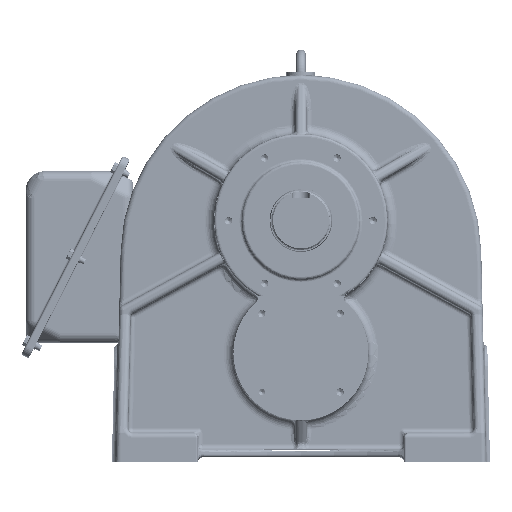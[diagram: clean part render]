
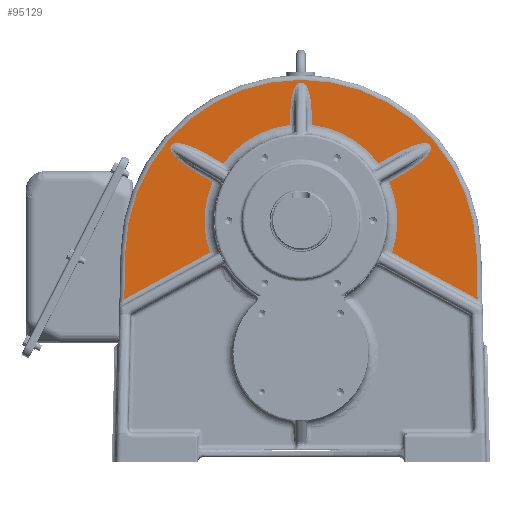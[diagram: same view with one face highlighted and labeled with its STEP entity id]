
A CAD part, top view. The second image highlights one B-rep face of the part: STEP entity #95129.
In plain terms, the highlighted planar face has unit normal (0, 0, 1).
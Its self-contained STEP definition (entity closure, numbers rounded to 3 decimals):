
#1693=ELLIPSE('',#101171,35.38,10.);
#1694=ELLIPSE('',#101173,29.138,10.);
#1695=ELLIPSE('',#101174,29.138,10.);
#1696=ELLIPSE('',#101176,35.38,10.);
#1697=ELLIPSE('',#101177,35.38,10.);
#1698=ELLIPSE('',#101181,35.38,10.);
#7189=CIRCLE('',#101172,100.);
#7190=CIRCLE('',#101175,100.);
#7191=CIRCLE('',#101178,100.);
#7192=CIRCLE('',#101179,182.);
#7193=CIRCLE('',#101180,100.);
#12546=ORIENTED_EDGE('',*,*,#42224,.T.);
#12547=ORIENTED_EDGE('',*,*,#42225,.T.);
#12548=ORIENTED_EDGE('',*,*,#42226,.T.);
#12549=ORIENTED_EDGE('',*,*,#42227,.T.);
#12550=ORIENTED_EDGE('',*,*,#42228,.T.);
#12551=ORIENTED_EDGE('',*,*,#42229,.T.);
#12552=ORIENTED_EDGE('',*,*,#42230,.T.);
#12553=ORIENTED_EDGE('',*,*,#42231,.T.);
#12554=ORIENTED_EDGE('',*,*,#42232,.T.);
#12555=ORIENTED_EDGE('',*,*,#42233,.T.);
#12556=ORIENTED_EDGE('',*,*,#42234,.T.);
#12557=ORIENTED_EDGE('',*,*,#42235,.T.);
#12558=ORIENTED_EDGE('',*,*,#42236,.T.);
#12559=ORIENTED_EDGE('',*,*,#42237,.T.);
#12560=ORIENTED_EDGE('',*,*,#42238,.T.);
#12561=ORIENTED_EDGE('',*,*,#42239,.T.);
#12562=ORIENTED_EDGE('',*,*,#42240,.T.);
#12563=ORIENTED_EDGE('',*,*,#42241,.T.);
#12564=ORIENTED_EDGE('',*,*,#42242,.T.);
#12565=ORIENTED_EDGE('',*,*,#42243,.T.);
#12566=ORIENTED_EDGE('',*,*,#42244,.T.);
#12567=ORIENTED_EDGE('',*,*,#42245,.T.);
#12568=ORIENTED_EDGE('',*,*,#42246,.T.);
#12569=ORIENTED_EDGE('',*,*,#42247,.T.);
#42224=EDGE_CURVE('',#57073,#57074,#66369,.F.);
#42225=EDGE_CURVE('',#57074,#57075,#1693,.T.);
#42226=EDGE_CURVE('',#57075,#57076,#66370,.F.);
#42227=EDGE_CURVE('',#57076,#57077,#7189,.T.);
#42228=EDGE_CURVE('',#57077,#57078,#66371,.F.);
#42229=EDGE_CURVE('',#57078,#57079,#1694,.T.);
#42230=EDGE_CURVE('',#57079,#57080,#66372,.F.);
#42231=EDGE_CURVE('',#57080,#57081,#1695,.T.);
#42232=EDGE_CURVE('',#57081,#57082,#66373,.T.);
#42233=EDGE_CURVE('',#57082,#57083,#7190,.T.);
#42234=EDGE_CURVE('',#57083,#57084,#66374,.F.);
#42235=EDGE_CURVE('',#57084,#57085,#1696,.T.);
#42236=EDGE_CURVE('',#57085,#57086,#66375,.F.);
#42237=EDGE_CURVE('',#57086,#57087,#1697,.T.);
#42238=EDGE_CURVE('',#57087,#57088,#66376,.T.);
#42239=EDGE_CURVE('',#57088,#57089,#7191,.T.);
#42240=EDGE_CURVE('',#57089,#57090,#66377,.F.);
#42241=EDGE_CURVE('',#57090,#57091,#66378,.F.);
#42242=EDGE_CURVE('',#57091,#57092,#7192,.F.);
#42243=EDGE_CURVE('',#57092,#57093,#66379,.F.);
#42244=EDGE_CURVE('',#57093,#57094,#66380,.T.);
#42245=EDGE_CURVE('',#57094,#57095,#7193,.T.);
#42246=EDGE_CURVE('',#57095,#57096,#66381,.T.);
#42247=EDGE_CURVE('',#57096,#57073,#1698,.T.);
#57073=VERTEX_POINT('',#140649);
#57074=VERTEX_POINT('',#140650);
#57075=VERTEX_POINT('',#140652);
#57076=VERTEX_POINT('',#140654);
#57077=VERTEX_POINT('',#140656);
#57078=VERTEX_POINT('',#140658);
#57079=VERTEX_POINT('',#140660);
#57080=VERTEX_POINT('',#140662);
#57081=VERTEX_POINT('',#140664);
#57082=VERTEX_POINT('',#140666);
#57083=VERTEX_POINT('',#140668);
#57084=VERTEX_POINT('',#140670);
#57085=VERTEX_POINT('',#140672);
#57086=VERTEX_POINT('',#140674);
#57087=VERTEX_POINT('',#140676);
#57088=VERTEX_POINT('',#140678);
#57089=VERTEX_POINT('',#140680);
#57090=VERTEX_POINT('',#140682);
#57091=VERTEX_POINT('',#140684);
#57092=VERTEX_POINT('',#140686);
#57093=VERTEX_POINT('',#140688);
#57094=VERTEX_POINT('',#140690);
#57095=VERTEX_POINT('',#140692);
#57096=VERTEX_POINT('',#140694);
#66369=LINE('',#140648,#73220);
#66370=LINE('',#140653,#73221);
#66371=LINE('',#140657,#73222);
#66372=LINE('',#140661,#73223);
#66373=LINE('',#140665,#73224);
#66374=LINE('',#140669,#73225);
#66375=LINE('',#140673,#73226);
#66376=LINE('',#140677,#73227);
#66377=LINE('',#140681,#73228);
#66378=LINE('',#140683,#73229);
#66379=LINE('',#140687,#73230);
#66380=LINE('',#140689,#73231);
#66381=LINE('',#140693,#73232);
#73220=VECTOR('',#112064,1000.);
#73221=VECTOR('',#112067,1000.);
#73222=VECTOR('',#112070,1000.);
#73223=VECTOR('',#112073,1000.);
#73224=VECTOR('',#112076,1000.);
#73225=VECTOR('',#112079,1000.);
#73226=VECTOR('',#112082,1000.);
#73227=VECTOR('',#112085,1000.);
#73228=VECTOR('',#112088,1000.);
#73229=VECTOR('',#112089,1000.);
#73230=VECTOR('',#112092,1000.);
#73231=VECTOR('',#112093,1000.);
#73232=VECTOR('',#112096,1000.);
#80028=EDGE_LOOP('',(#12546,#12547,#12548,#12549,#12550,#12551,#12552,#12553,
#12554,#12555,#12556,#12557,#12558,#12559,#12560,#12561,#12562,#12563,#12564,
#12565,#12566,#12567,#12568,#12569));
#86718=FACE_BOUND('',#80028,.T.);
#93344=PLANE('',#101170);
#95129=ADVANCED_FACE('',(#86718),#93344,.F.);
#101170=AXIS2_PLACEMENT_3D('',#140647,#112062,#112063);
#101171=AXIS2_PLACEMENT_3D('',#140651,#112065,#112066);
#101172=AXIS2_PLACEMENT_3D('',#140655,#112068,#112069);
#101173=AXIS2_PLACEMENT_3D('',#140659,#112071,#112072);
#101174=AXIS2_PLACEMENT_3D('',#140663,#112074,#112075);
#101175=AXIS2_PLACEMENT_3D('',#140667,#112077,#112078);
#101176=AXIS2_PLACEMENT_3D('',#140671,#112080,#112081);
#101177=AXIS2_PLACEMENT_3D('',#140675,#112083,#112084);
#101178=AXIS2_PLACEMENT_3D('',#140679,#112086,#112087);
#101179=AXIS2_PLACEMENT_3D('',#140685,#112090,#112091);
#101180=AXIS2_PLACEMENT_3D('',#140691,#112094,#112095);
#101181=AXIS2_PLACEMENT_3D('',#140695,#112097,#112098);
#112062=DIRECTION('',(0.,0.,-1.));
#112063=DIRECTION('',(-1.,0.,0.));
#112064=DIRECTION('',(-0.5,-0.866,0.));
#112065=DIRECTION('',(0.,0.,-1.));
#112066=DIRECTION('',(0.866,-0.5,0.));
#112067=DIRECTION('',(-0.866,0.5,0.));
#112068=DIRECTION('',(0.,0.,-1.));
#112069=DIRECTION('',(-1.,0.,0.));
#112070=DIRECTION('',(0.,-1.,0.));
#112071=DIRECTION('',(0.,0.,-1.));
#112072=DIRECTION('',(0.,1.,0.));
#112073=DIRECTION('',(-1.,0.,0.));
#112074=DIRECTION('',(0.,0.,-1.));
#112075=DIRECTION('',(0.,-1.,0.));
#112076=DIRECTION('',(0.,-1.,0.));
#112077=DIRECTION('',(0.,0.,-1.));
#112078=DIRECTION('',(-1.,0.,0.));
#112079=DIRECTION('',(-0.866,-0.5,0.));
#112080=DIRECTION('',(0.,0.,-1.));
#112081=DIRECTION('',(0.866,0.5,0.));
#112082=DIRECTION('',(-0.5,0.866,0.));
#112083=DIRECTION('',(0.,0.,-1.));
#112084=DIRECTION('',(-0.866,-0.5,0.));
#112085=DIRECTION('',(-0.866,-0.5,0.));
#112086=DIRECTION('',(0.,0.,-1.));
#112087=DIRECTION('',(-1.,0.,0.));
#112088=DIRECTION('',(-0.877,0.48,0.));
#112089=DIRECTION('',(0.023,-1.,0.));
#112090=DIRECTION('',(0.,0.,-1.));
#112091=DIRECTION('',(-1.,0.,0.));
#112092=DIRECTION('',(0.023,1.,0.));
#112093=DIRECTION('',(0.877,0.48,0.));
#112094=DIRECTION('',(0.,0.,-1.));
#112095=DIRECTION('',(-1.,0.,0.));
#112096=DIRECTION('',(-0.866,0.5,0.));
#112097=DIRECTION('',(0.,0.,-1.));
#112098=DIRECTION('',(-0.866,0.5,0.));
#140647=CARTESIAN_POINT('',(0.,214.,100.));
#140648=CARTESIAN_POINT('',(-131.409,332.797,100.));
#140649=CARTESIAN_POINT('',(-134.909,326.735,100.));
#140650=CARTESIAN_POINT('',(-133.909,328.467,100.));
#140651=CARTESIAN_POINT('',(-103.269,310.777,100.));
#140652=CARTESIAN_POINT('',(-98.269,319.437,100.));
#140653=CARTESIAN_POINT('',(-80.947,309.436,100.));
#140654=CARTESIAN_POINT('',(-80.577,309.223,100.));
#140655=CARTESIAN_POINT('',(0.,250.,100.));
#140656=CARTESIAN_POINT('',(-11.,349.393,100.));
#140657=CARTESIAN_POINT('',(-11.,392.,100.));
#140658=CARTESIAN_POINT('',(-11.,363.747,100.));
#140659=CARTESIAN_POINT('',(-1.,363.747,100.));
#140660=CARTESIAN_POINT('',(-1.,392.885,100.));
#140661=CARTESIAN_POINT('',(6.,392.885,100.));
#140662=CARTESIAN_POINT('',(1.,392.885,100.));
#140663=CARTESIAN_POINT('',(1.,363.747,100.));
#140664=CARTESIAN_POINT('',(11.,363.747,100.));
#140665=CARTESIAN_POINT('',(11.,214.,100.));
#140666=CARTESIAN_POINT('',(11.,349.393,100.));
#140667=CARTESIAN_POINT('',(0.,250.,100.));
#140668=CARTESIAN_POINT('',(80.577,309.223,100.));
#140669=CARTESIAN_POINT('',(128.285,336.767,100.));
#140670=CARTESIAN_POINT('',(98.269,319.437,100.));
#140671=CARTESIAN_POINT('',(103.269,310.777,100.));
#140672=CARTESIAN_POINT('',(133.909,328.467,100.));
#140673=CARTESIAN_POINT('',(137.409,322.405,100.));
#140674=CARTESIAN_POINT('',(134.909,326.735,100.));
#140675=CARTESIAN_POINT('',(104.269,309.045,100.));
#140676=CARTESIAN_POINT('',(109.269,300.385,100.));
#140677=CARTESIAN_POINT('',(-10.088,231.474,100.));
#140678=CARTESIAN_POINT('',(91.577,290.17,100.));
#140679=CARTESIAN_POINT('',(0.,250.,100.));
#140680=CARTESIAN_POINT('',(94.414,217.046,100.));
#140681=CARTESIAN_POINT('',(190.698,164.387,100.));
#140682=CARTESIAN_POINT('',(183.1,168.542,100.));
#140683=CARTESIAN_POINT('',(181.951,218.209,100.));
#140684=CARTESIAN_POINT('',(181.951,218.209,100.));
#140685=CARTESIAN_POINT('',(0.,214.,100.));
#140686=CARTESIAN_POINT('',(-181.951,218.209,100.));
#140687=CARTESIAN_POINT('',(-183.3,159.884,100.));
#140688=CARTESIAN_POINT('',(-183.1,168.542,100.));
#140689=CARTESIAN_POINT('',(-23.021,256.092,100.));
#140690=CARTESIAN_POINT('',(-94.414,217.046,100.));
#140691=CARTESIAN_POINT('',(0.,250.,100.));
#140692=CARTESIAN_POINT('',(-91.577,290.17,100.));
#140693=CARTESIAN_POINT('',(10.088,231.474,100.));
#140694=CARTESIAN_POINT('',(-109.269,300.385,100.));
#140695=CARTESIAN_POINT('',(-104.269,309.045,100.));
